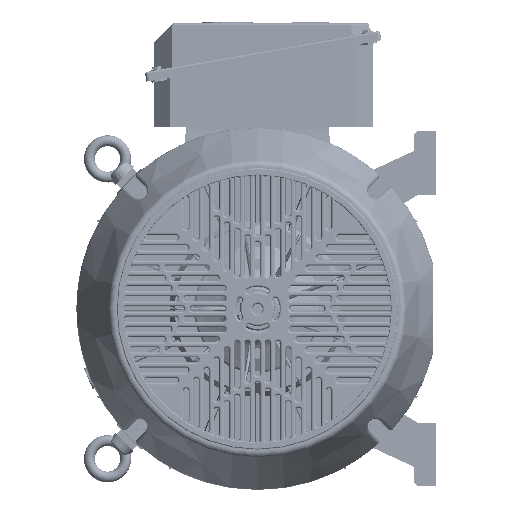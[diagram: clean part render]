
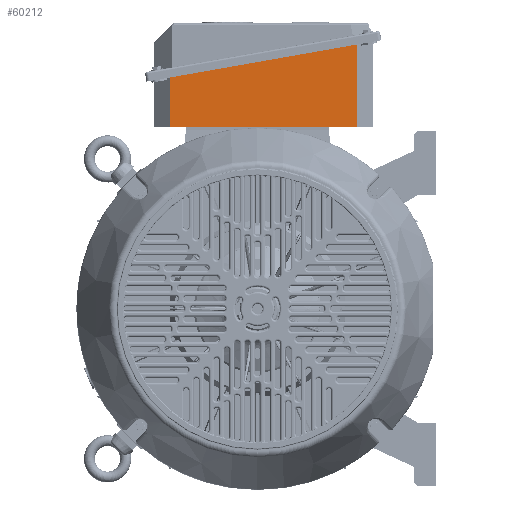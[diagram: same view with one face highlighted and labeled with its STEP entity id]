
A CAD part, left-side view. The second image highlights one B-rep face of the part: STEP entity #60212.
In plain terms, the highlighted face is planar.
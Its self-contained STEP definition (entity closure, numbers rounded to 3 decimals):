
#30504 = VERTEX_POINT ( 'NONE', #44926 ) ;
#44926 = CARTESIAN_POINT ( 'NONE',  ( 318.031, 3., 149. ) ) ;
#45123 = CARTESIAN_POINT ( 'NONE',  ( 25.515, 3., 149. ) ) ;
#45133 = DIRECTION ( 'NONE',  ( 0., -1., 0. ) ) ;
#45134 = VECTOR ( 'NONE', #45133, 1000. ) ;
#45135 = CARTESIAN_POINT ( 'NONE',  ( 25.515, 0., 149. ) ) ;
#45136 = LINE ( 'NONE', #45135, #45134 ) ;
#45217 = DIRECTION ( 'NONE',  ( -1., 0., 0. ) ) ;
#45219 = DIRECTION ( 'NONE',  ( 0., 0., -1. ) ) ;
#45221 = AXIS2_PLACEMENT_3D ( 'NONE', #45227, #45219, #45217 ) ;
#45227 = CARTESIAN_POINT ( 'NONE',  ( 0., 0., 149. ) ) ;
#45229 = PLANE ( 'NONE',  #45221 ) ;
#45237 = FACE_OUTER_BOUND ( 'NONE', #58020, .T. ) ;
#45251 = CARTESIAN_POINT ( 'NONE',  ( 25.515, 79.923, 149. ) ) ;
#45287 = DIRECTION ( 'NONE',  ( 0.985, 0.174, 0. ) ) ;
#45289 = VECTOR ( 'NONE', #45287, 1000. ) ;
#45291 = CARTESIAN_POINT ( 'NONE',  ( -12.898, 73.149, 149. ) ) ;
#45293 = LINE ( 'NONE', #45291, #45289 ) ;
#45342 = DIRECTION ( 'NONE',  ( -1., 0., 0. ) ) ;
#45343 = VECTOR ( 'NONE', #45342, 1000. ) ;
#45344 = CARTESIAN_POINT ( 'NONE',  ( 0., 3., 149. ) ) ;
#45347 = LINE ( 'NONE', #45344, #45343 ) ;
#54821 = EDGE_CURVE ( 'NONE', #55209, #54926, #45136, .T. ) ;
#54926 = VERTEX_POINT ( 'NONE', #45123 ) ;
#55209 = VERTEX_POINT ( 'NONE', #45251 ) ;
#57594 = ORIENTED_EDGE ( 'NONE', *, *, #65872, .F. ) ;
#58020 = EDGE_LOOP ( 'NONE', ( #57594, #65891, #63815, #63495 ) ) ;
#60212 = ADVANCED_FACE ( 'NONE', ( #45237 ), #45229, .F. ) ;
#63196 = EDGE_CURVE ( 'NONE', #55209, #140418, #45293, .T. ) ;
#63495 = ORIENTED_EDGE ( 'NONE', *, *, #54821, .T. ) ;
#63815 = ORIENTED_EDGE ( 'NONE', *, *, #63196, .F. ) ;
#65872 = EDGE_CURVE ( 'NONE', #30504, #54926, #45347, .T. ) ;
#65891 = ORIENTED_EDGE ( 'NONE', *, *, #140622, .T. ) ;
#83280 = CARTESIAN_POINT ( 'NONE',  ( 318.031, 131.501, 149. ) ) ;
#83471 = DIRECTION ( 'NONE',  ( 0., 1., 0. ) ) ;
#83472 = VECTOR ( 'NONE', #83471, 1000. ) ;
#83473 = CARTESIAN_POINT ( 'NONE',  ( 318.031, 0., 149. ) ) ;
#83479 = LINE ( 'NONE', #83473, #83472 ) ;
#140418 = VERTEX_POINT ( 'NONE', #83280 ) ;
#140622 = EDGE_CURVE ( 'NONE', #30504, #140418, #83479, .T. ) ;
